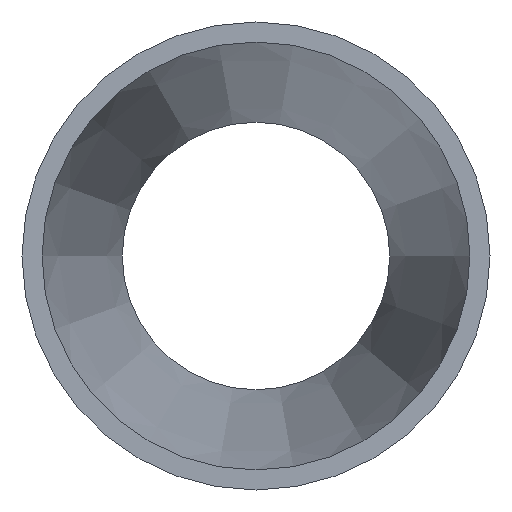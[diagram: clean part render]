
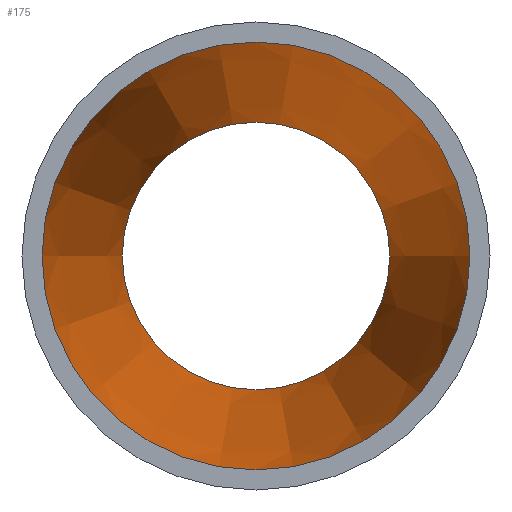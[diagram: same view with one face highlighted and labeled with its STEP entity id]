
A CAD part, left-side view. The second image highlights one B-rep face of the part: STEP entity #175.
In plain terms, the highlighted conical face has half-angle 7.943 degrees and reference radius 13 mm.
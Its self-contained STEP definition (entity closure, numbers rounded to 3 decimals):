
#141=CARTESIAN_POINT('',(53.,10.,0.0));
#142=VERTEX_POINT('',#141);
#143=CARTESIAN_POINT('',(53.,0.,0.0));
#144=DIRECTION('',(1.0,0.0,0.0));
#145=DIRECTION('',(0.0,1.0,0.0));
#146=AXIS2_PLACEMENT_3D('',#143,#144,#145);
#147=CIRCLE('',#146,10.);
#148=EDGE_CURVE('',#142,#142,#147,.T.);
#156=CARTESIAN_POINT('',(31.5,0.,0.0));
#157=DIRECTION('',(-1.0,0.,0.0));
#158=DIRECTION('',(0.0,1.0,0.0));
#159=AXIS2_PLACEMENT_3D('',#156,#157,#158);
#160=CONICAL_SURFACE('',#159,13.,7.943);
#161=CARTESIAN_POINT('',(10.,16.0,0.0));
#162=VERTEX_POINT('',#161);
#163=CARTESIAN_POINT('',(10.,0.,0.0));
#164=DIRECTION('',(1.0,0.0,0.0));
#165=DIRECTION('',(0.0,1.0,0.0));
#166=AXIS2_PLACEMENT_3D('',#163,#164,#165);
#167=CIRCLE('',#166,16.);
#168=EDGE_CURVE('',#162,#162,#167,.T.);
#169=ORIENTED_EDGE('',*,*,#168,.F.);
#170=EDGE_LOOP('',(#169));
#171=FACE_OUTER_BOUND('',#170,.T.);
#172=ORIENTED_EDGE('',*,*,#148,.T.);
#173=EDGE_LOOP('',(#172));
#174=FACE_BOUND('',#173,.T.);
#175=ADVANCED_FACE('',(#171,#174),#160,.F.);
